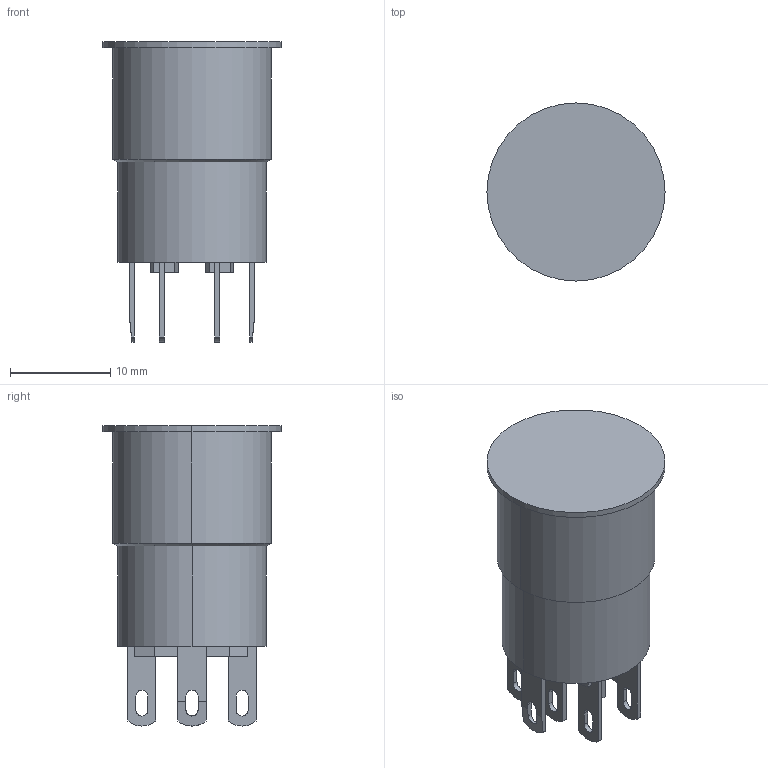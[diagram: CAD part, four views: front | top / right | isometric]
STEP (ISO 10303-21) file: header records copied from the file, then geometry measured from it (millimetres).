
FILE_DESCRIPTION (( 'STEP AP203' ), '1' );
FILE_NAME ('AL6M-M14G.STEP', '2023-05-09T04:36:54', ( '' ), ( '' ), 'SwSTEP 2.0', 'SolidWorks 2016', '' );
FILE_SCHEMA (( 'CONFIG_CONTROL_DESIGN' ));
Length unit declared in the file: millimetre
Products named in the file (1): AL6M-M14G
Bounding box: 17.8 x 17.8 x 30 mm (x, y, z)
Volume: 4228.6 mm3; surface area: 1961.5 mm2
Topology: 1 solids, 1 shells, 115 faces, 320 edges, 212 vertices
Faces by surface type: plane 75, cylinder 38, cone 2
Entity records: 3783 total; most frequent: CARTESIAN_POINT 660, ORIENTED_EDGE 640, DIRECTION 620, EDGE_CURVE 320, LINE 244, VECTOR 244, VERTEX_POINT 212, AXIS2_PLACEMENT_3D 188
